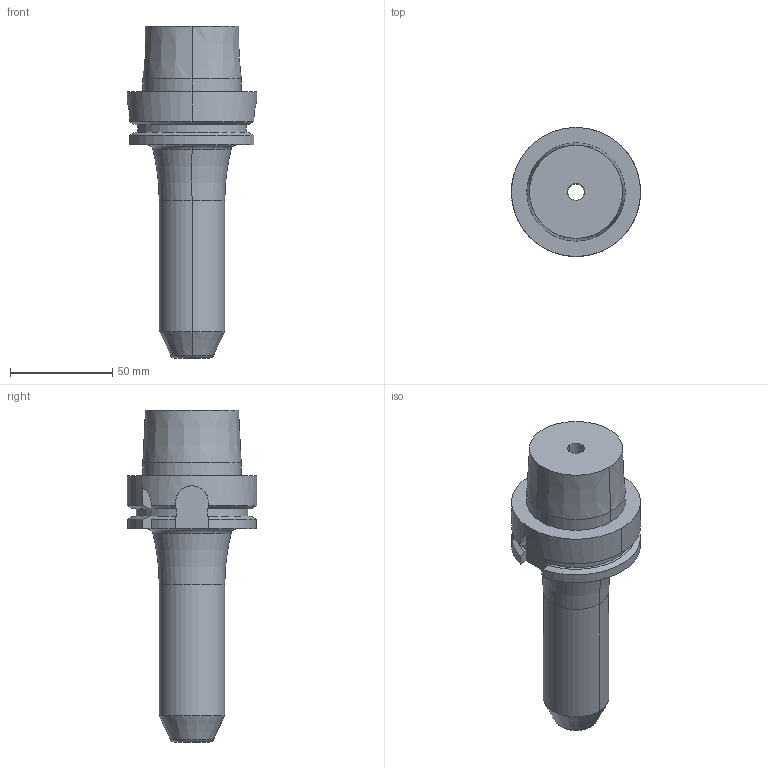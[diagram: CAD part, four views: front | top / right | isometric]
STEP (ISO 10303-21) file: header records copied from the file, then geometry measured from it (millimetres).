
FILE_DESCRIPTION((''),'2;1');
FILE_NAME('84706608','2019-03-04T10:13:18',('piechottad'),(''),'CREO PARAMETRIC BY PTC INC, 2018400','CREO PARAMETRIC BY PTC INC, 2018400','');
FILE_SCHEMA(('AUTOMOTIVE_DESIGN { 1 0 10303 214 1 1 1 1 }'));
Length unit declared in the file: millimetre
Products named in the file (1): 84706608
Bounding box: 63 x 63 x 162 mm (x, y, z)
Volume: 205965.8 mm3; surface area: 30477.3 mm2
Topology: 1 solids, 1 shells, 57 faces, 146 edges, 94 vertices
Faces by surface type: plane 23, cylinder 18, cone 10, torus 6
Entity records: 2732 total; most frequent: CARTESIAN_POINT 424, DIRECTION 343, ORIENTED_EDGE 292, PRESENTATION_STYLE_ASSIGNMENT 170, STYLED_ITEM 170, CURVE_STYLE 169, EDGE_CURVE 146, AXIS2_PLACEMENT_3D 131
